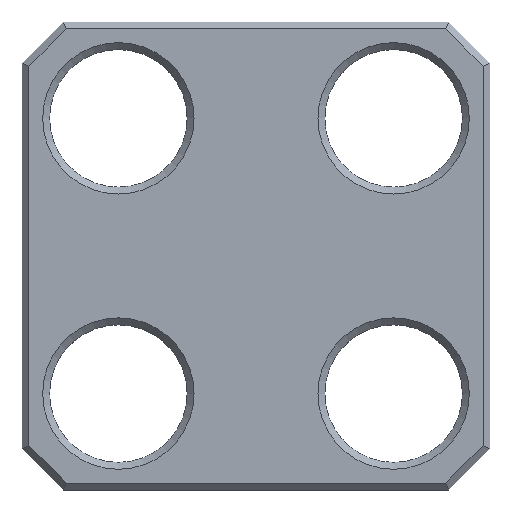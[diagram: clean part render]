
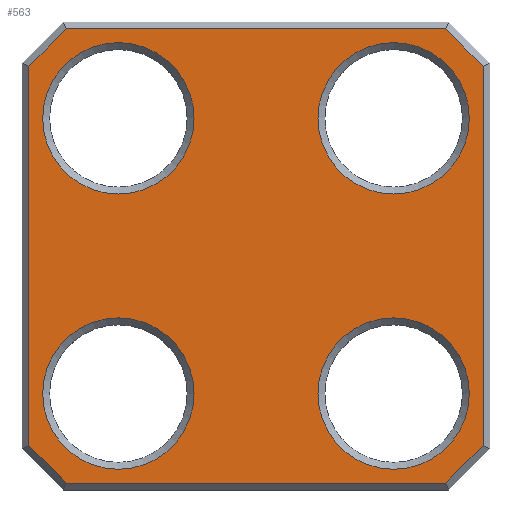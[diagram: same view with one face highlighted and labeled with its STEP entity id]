
A CAD part, top view. The second image highlights one B-rep face of the part: STEP entity #563.
In plain terms, the highlighted planar face has unit normal (0, 0, 1).
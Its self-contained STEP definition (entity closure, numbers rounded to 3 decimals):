
#15=LINE('',#833,#71);
#16=LINE('',#835,#72);
#17=LINE('',#837,#73);
#18=LINE('',#839,#74);
#19=LINE('',#841,#75);
#20=LINE('',#843,#76);
#21=LINE('',#845,#77);
#22=LINE('',#846,#78);
#71=VECTOR('',#669,55.172);
#72=VECTOR('',#670,7.657);
#73=VECTOR('',#671,55.172);
#74=VECTOR('',#672,7.657);
#75=VECTOR('',#673,55.172);
#76=VECTOR('',#674,7.657);
#77=VECTOR('',#675,55.172);
#78=VECTOR('',#676,7.657);
#127=PLANE('',#606);
#159=FACE_BOUND('',#220,.T.);
#160=FACE_BOUND('',#221,.T.);
#161=FACE_BOUND('',#222,.T.);
#162=FACE_BOUND('',#223,.T.);
#179=FACE_OUTER_BOUND('',#219,.T.);
#219=EDGE_LOOP('',(#413,#414,#415,#416,#417,#418,#419,#420));
#220=EDGE_LOOP('',(#421));
#221=EDGE_LOOP('',(#422));
#222=EDGE_LOOP('',(#423));
#223=EDGE_LOOP('',(#424));
#274=CIRCLE('',#603,11.);
#276=CIRCLE('',#607,11.);
#277=CIRCLE('',#608,11.);
#278=CIRCLE('',#609,11.);
#290=VERTEX_POINT('',#825);
#292=VERTEX_POINT('',#831);
#293=VERTEX_POINT('',#832);
#294=VERTEX_POINT('',#834);
#295=VERTEX_POINT('',#836);
#296=VERTEX_POINT('',#838);
#297=VERTEX_POINT('',#840);
#298=VERTEX_POINT('',#842);
#299=VERTEX_POINT('',#844);
#300=VERTEX_POINT('',#847);
#301=VERTEX_POINT('',#849);
#302=VERTEX_POINT('',#851);
#338=EDGE_CURVE('',#290,#290,#274,.T.);
#340=EDGE_CURVE('',#292,#293,#15,.T.);
#341=EDGE_CURVE('',#294,#292,#16,.T.);
#342=EDGE_CURVE('',#295,#294,#17,.T.);
#343=EDGE_CURVE('',#296,#295,#18,.T.);
#344=EDGE_CURVE('',#297,#296,#19,.T.);
#345=EDGE_CURVE('',#298,#297,#20,.T.);
#346=EDGE_CURVE('',#299,#298,#21,.T.);
#347=EDGE_CURVE('',#293,#299,#22,.T.);
#348=EDGE_CURVE('',#300,#300,#276,.T.);
#349=EDGE_CURVE('',#301,#301,#277,.T.);
#350=EDGE_CURVE('',#302,#302,#278,.T.);
#413=ORIENTED_EDGE('',*,*,#340,.F.);
#414=ORIENTED_EDGE('',*,*,#341,.F.);
#415=ORIENTED_EDGE('',*,*,#342,.F.);
#416=ORIENTED_EDGE('',*,*,#343,.F.);
#417=ORIENTED_EDGE('',*,*,#344,.F.);
#418=ORIENTED_EDGE('',*,*,#345,.F.);
#419=ORIENTED_EDGE('',*,*,#346,.F.);
#420=ORIENTED_EDGE('',*,*,#347,.F.);
#421=ORIENTED_EDGE('',*,*,#348,.F.);
#422=ORIENTED_EDGE('',*,*,#349,.F.);
#423=ORIENTED_EDGE('',*,*,#350,.F.);
#424=ORIENTED_EDGE('',*,*,#338,.F.);
#563=ADVANCED_FACE('',(#179,#159,#160,#161,#162),#127,.T.);
#603=AXIS2_PLACEMENT_3D('',#826,#661,#662);
#606=AXIS2_PLACEMENT_3D('',#830,#667,#668);
#607=AXIS2_PLACEMENT_3D('',#848,#677,#678);
#608=AXIS2_PLACEMENT_3D('',#850,#679,#680);
#609=AXIS2_PLACEMENT_3D('',#852,#681,#682);
#661=DIRECTION('center_axis',(0.,0.,1.));
#662=DIRECTION('ref_axis',(-1.,0.,0.));
#667=DIRECTION('center_axis',(0.,0.,1.));
#668=DIRECTION('ref_axis',(1.,0.,0.));
#669=DIRECTION('',(-1.,0.,0.));
#670=DIRECTION('',(-0.707,-0.707,0.));
#671=DIRECTION('',(0.,-1.,0.));
#672=DIRECTION('',(0.707,-0.707,0.));
#673=DIRECTION('',(1.,0.,0.));
#674=DIRECTION('',(0.707,0.707,0.));
#675=DIRECTION('',(0.,1.,0.));
#676=DIRECTION('',(-0.707,0.707,0.));
#677=DIRECTION('center_axis',(0.,0.,1.));
#678=DIRECTION('ref_axis',(-1.,0.,0.));
#679=DIRECTION('center_axis',(0.,0.,1.));
#680=DIRECTION('ref_axis',(-1.,0.,0.));
#681=DIRECTION('center_axis',(0.,0.,1.));
#682=DIRECTION('ref_axis',(-1.,0.,0.));
#825=CARTESIAN_POINT('',(31.,20.,4.));
#826=CARTESIAN_POINT('Origin',(20.,20.,4.));
#830=CARTESIAN_POINT('Origin',(0.,0.,
4.));
#831=CARTESIAN_POINT('',(27.586,-33.,4.));
#832=CARTESIAN_POINT('',(-27.586,-33.,4.));
#833=CARTESIAN_POINT('',(17.,-33.,4.));
#834=CARTESIAN_POINT('',(33.,-27.586,4.));
#835=CARTESIAN_POINT('',(30.293,-30.293,4.));
#836=CARTESIAN_POINT('',(33.,27.586,4.));
#837=CARTESIAN_POINT('',(33.,17.,4.));
#838=CARTESIAN_POINT('',(27.586,33.,4.));
#839=CARTESIAN_POINT('',(30.293,30.293,4.));
#840=CARTESIAN_POINT('',(-27.586,33.,4.));
#841=CARTESIAN_POINT('',(-17.,33.,4.));
#842=CARTESIAN_POINT('',(-33.,27.586,4.));
#843=CARTESIAN_POINT('',(-30.293,30.293,4.));
#844=CARTESIAN_POINT('',(-33.,-27.586,4.));
#845=CARTESIAN_POINT('',(-33.,-17.,4.));
#846=CARTESIAN_POINT('',(-30.293,-30.293,4.));
#847=CARTESIAN_POINT('',(31.,-20.,4.));
#848=CARTESIAN_POINT('Origin',(20.,-20.,4.));
#849=CARTESIAN_POINT('',(-9.,-20.,4.));
#850=CARTESIAN_POINT('Origin',(-20.,-20.,4.));
#851=CARTESIAN_POINT('',(-9.,20.,4.));
#852=CARTESIAN_POINT('Origin',(-20.,20.,4.));
